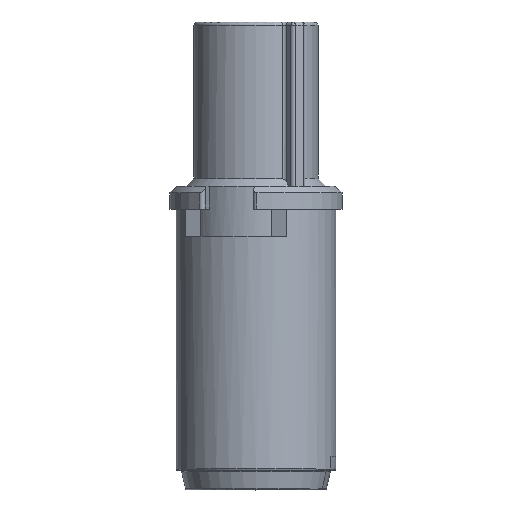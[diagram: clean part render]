
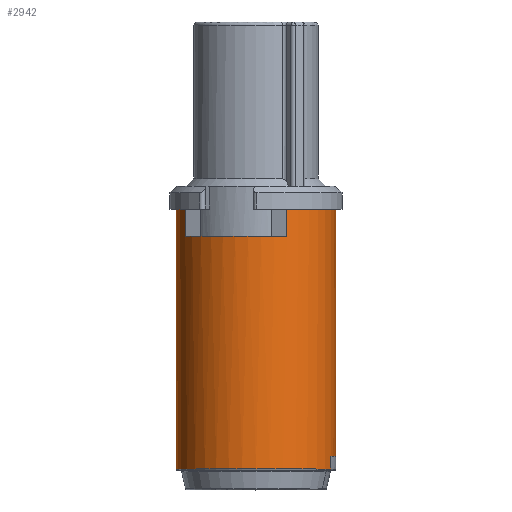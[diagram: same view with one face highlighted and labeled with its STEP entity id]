
A CAD part, top view. The second image highlights one B-rep face of the part: STEP entity #2942.
In plain terms, the highlighted cylindrical face has radius 12.25 mm (diameter 24.5 mm), a partial arc.
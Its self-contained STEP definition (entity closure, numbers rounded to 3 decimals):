
#1=CARTESIAN_POINT('',(0.,5.2,0.));
#2=DIRECTION('',(0.,-1.,0.));
#3=DIRECTION('',(1.,0.,0.));
#4=AXIS2_PLACEMENT_3D('',#1,#2,#3);
#6=CARTESIAN_POINT('',(0.,15.7,0.));
#7=DIRECTION('',(0.,-1.,0.));
#8=DIRECTION('',(-1.,0.,0.));
#9=AXIS2_PLACEMENT_3D('',#6,#7,#8);
#11=DIRECTION('',(0.,-1.,0.));
#12=VECTOR('',#11,23.3);
#13=CARTESIAN_POINT('',(-4.73,39.,-11.3));
#14=LINE('',#13,#12);
#15=DIRECTION('',(0.,1.,0.));
#16=VECTOR('',#15,4.2);
#17=CARTESIAN_POINT('',(-4.73,39.,-11.3));
#18=LINE('',#17,#16);
#19=DIRECTION('',(0.,-1.,0.));
#20=VECTOR('',#19,4.2);
#21=CARTESIAN_POINT('',(-10.887,43.2,5.616));
#22=LINE('',#21,#20);
#23=DIRECTION('',(0.,1.,0.));
#24=VECTOR('',#23,4.2);
#25=CARTESIAN_POINT('',(4.73,39.,11.3));
#26=LINE('',#25,#24);
#27=DIRECTION('',(0.,-1.,0.));
#28=VECTOR('',#27,4.2);
#29=CARTESIAN_POINT('',(10.887,43.2,-5.616));
#30=LINE('',#29,#28);
#31=DIRECTION('',(0.,-1.,0.));
#32=VECTOR('',#31,23.3);
#33=CARTESIAN_POINT('',(10.887,39.,-5.616));
#34=LINE('',#33,#32);
#35=CARTESIAN_POINT('',(0.,15.7,0.));
#36=DIRECTION('',(0.,-1.,0.));
#37=DIRECTION('',(0.889,0.,-0.458));
#38=AXIS2_PLACEMENT_3D('',#35,#36,#37);
#40=DIRECTION('',(0.,-1.,0.));
#41=VECTOR('',#40,10.5);
#42=CARTESIAN_POINT('',(12.25,15.7,0.));
#43=LINE('',#42,#41);
#44=CARTESIAN_POINT('',(0.,5.2,0.));
#45=DIRECTION('',(0.,-1.,0.));
#46=DIRECTION('',(-1.,0.,0.));
#47=AXIS2_PLACEMENT_3D('',#44,#45,#46);
#49=DIRECTION('',(0.,-1.,0.));
#50=VECTOR('',#49,2.);
#51=CARTESIAN_POINT('',(-11.511,5.2,-4.19));
#52=LINE('',#51,#50);
#53=DIRECTION('',(0.,-1.,0.));
#54=VECTOR('',#53,2.);
#55=CARTESIAN_POINT('',(11.511,5.2,4.19));
#56=LINE('',#55,#54);
#57=DIRECTION('',(0.,-1.,0.));
#58=VECTOR('',#57,10.5);
#59=CARTESIAN_POINT('',(-12.25,15.7,0.));
#60=LINE('',#59,#58);
#76=CARTESIAN_POINT('',(0.,3.2,
0.));
#77=DIRECTION('',(0.,-1.,0.));
#78=DIRECTION('',(0.94,0.,0.342));
#79=AXIS2_PLACEMENT_3D('',#76,#77,#78);
#589=CARTESIAN_POINT('',(0.,39.,
0.));
#590=DIRECTION('',(0.,-1.,0.));
#591=DIRECTION('',(0.386,0.,0.922));
#592=AXIS2_PLACEMENT_3D('',#589,#590,#591);
#1962=CARTESIAN_POINT('',(0.,43.2,
0.));
#1963=DIRECTION('',(0.,-1.,0.));
#1964=DIRECTION('',(-0.889,0.,0.458));
#1965=AXIS2_PLACEMENT_3D('',#1962,#1963,#1964);
#2065=CARTESIAN_POINT('',(0.,43.2,
0.));
#2066=DIRECTION('',(0.,-1.,0.));
#2067=DIRECTION('',(0.889,0.,-0.458));
#2068=AXIS2_PLACEMENT_3D('',#2065,#2066,#2067);
#2383=CARTESIAN_POINT('',(10.887,43.2,-5.616));
#2384=CARTESIAN_POINT('',(4.73,43.2,11.3));
#2385=VERTEX_POINT('',#2383);
#2386=VERTEX_POINT('',#2384);
#2387=CARTESIAN_POINT('',(-10.887,43.2,5.616));
#2388=CARTESIAN_POINT('',(-4.73,43.2,
-11.3));
#2389=VERTEX_POINT('',#2387);
#2390=VERTEX_POINT('',#2388);
#2684=CARTESIAN_POINT('',(10.887,15.7,-5.616));
#2685=CARTESIAN_POINT('',(12.25,15.7,
0.));
#2686=VERTEX_POINT('',#2684);
#2687=VERTEX_POINT('',#2685);
#2689=CARTESIAN_POINT('',(4.73,39.,11.3));
#2691=VERTEX_POINT('',#2689);
#2694=CARTESIAN_POINT('',(10.887,39.,-5.616));
#2696=VERTEX_POINT('',#2694);
#2719=CARTESIAN_POINT('',(-10.887,39.,5.616));
#2721=VERTEX_POINT('',#2719);
#2725=CARTESIAN_POINT('',(-12.25,15.7,
0.));
#2726=CARTESIAN_POINT('',(-4.73,15.7,
-11.3));
#2727=VERTEX_POINT('',#2725);
#2728=VERTEX_POINT('',#2726);
#2730=CARTESIAN_POINT('',(-4.73,39.,
-11.3));
#2732=VERTEX_POINT('',#2730);
#2735=CARTESIAN_POINT('',(11.511,3.2,4.19));
#2737=VERTEX_POINT('',#2735);
#2751=CARTESIAN_POINT('',(-11.511,3.2,
-4.19));
#2753=VERTEX_POINT('',#2751);
#2767=CARTESIAN_POINT('',(12.25,5.2,
0.));
#2768=CARTESIAN_POINT('',(11.511,5.2,4.19));
#2769=VERTEX_POINT('',#2767);
#2770=VERTEX_POINT('',#2768);
#2809=CARTESIAN_POINT('',(-12.25,5.2,
0.));
#2810=CARTESIAN_POINT('',(-11.511,5.2,
-4.19));
#2811=VERTEX_POINT('',#2809);
#2812=VERTEX_POINT('',#2810);
#2899=CARTESIAN_POINT('',(0.,34.2,0.));
#2900=DIRECTION('',(0.,-1.,0.));
#2901=DIRECTION('',(0.,0.,-1.));
#2902=AXIS2_PLACEMENT_3D('',#2899,#2900,#2901);
#2903=CYLINDRICAL_SURFACE('',#2902,12.25);
#2905=ORIENTED_EDGE('',*,*,#2904,.T.);
#2907=ORIENTED_EDGE('',*,*,#2906,.T.);
#2909=ORIENTED_EDGE('',*,*,#2908,.T.);
#2911=ORIENTED_EDGE('',*,*,#2910,.F.);
#2913=ORIENTED_EDGE('',*,*,#2912,.F.);
#2915=ORIENTED_EDGE('',*,*,#2914,.F.);
#2917=ORIENTED_EDGE('',*,*,#2916,.T.);
#2919=ORIENTED_EDGE('',*,*,#2918,.F.);
#2921=ORIENTED_EDGE('',*,*,#2920,.T.);
#2923=ORIENTED_EDGE('',*,*,#2922,.F.);
#2925=ORIENTED_EDGE('',*,*,#2924,.T.);
#2927=ORIENTED_EDGE('',*,*,#2926,.F.);
#2929=ORIENTED_EDGE('',*,*,#2928,.T.);
#2931=ORIENTED_EDGE('',*,*,#2930,.F.);
#2933=ORIENTED_EDGE('',*,*,#2932,.T.);
#2935=ORIENTED_EDGE('',*,*,#2934,.T.);
#2937=ORIENTED_EDGE('',*,*,#2936,.T.);
#2939=ORIENTED_EDGE('',*,*,#2938,.T.);
#2940=EDGE_LOOP('',(#2905,#2907,#2909,#2911,#2913,#2915,#2917,#2919,#2921,#2923,
#2925,#2927,#2929,#2931,#2933,#2935,#2937,#2939));
#2941=FACE_OUTER_BOUND('',#2940,.F.);
#2942=ADVANCED_FACE('',(#2941),#2903,.T.);
#5=CIRCLE('',#4,12.25);
#10=CIRCLE('',#9,12.25);
#39=CIRCLE('',#38,12.25);
#48=CIRCLE('',#47,12.25);
#80=CIRCLE('',#79,12.25);
#593=CIRCLE('',#592,12.25);
#1966=CIRCLE('',#1965,12.25);
#2069=CIRCLE('',#2068,12.25);
#2904=EDGE_CURVE('',#2769,#2770,#5,.T.);
#2906=EDGE_CURVE('',#2770,#2737,#56,.T.);
#2908=EDGE_CURVE('',#2737,#2753,#80,.T.);
#2910=EDGE_CURVE('',#2812,#2753,#52,.T.);
#2912=EDGE_CURVE('',#2811,#2812,#48,.T.);
#2914=EDGE_CURVE('',#2727,#2811,#60,.T.);
#2916=EDGE_CURVE('',#2727,#2728,#10,.T.);
#2918=EDGE_CURVE('',#2732,#2728,#14,.T.);
#2920=EDGE_CURVE('',#2732,#2390,#18,.T.);
#2922=EDGE_CURVE('',#2389,#2390,#1966,.T.);
#2924=EDGE_CURVE('',#2389,#2721,#22,.T.);
#2926=EDGE_CURVE('',#2691,#2721,#593,.T.);
#2928=EDGE_CURVE('',#2691,#2386,#26,.T.);
#2930=EDGE_CURVE('',#2385,#2386,#2069,.T.);
#2932=EDGE_CURVE('',#2385,#2696,#30,.T.);
#2934=EDGE_CURVE('',#2696,#2686,#34,.T.);
#2936=EDGE_CURVE('',#2686,#2687,#39,.T.);
#2938=EDGE_CURVE('',#2687,#2769,#43,.T.);
